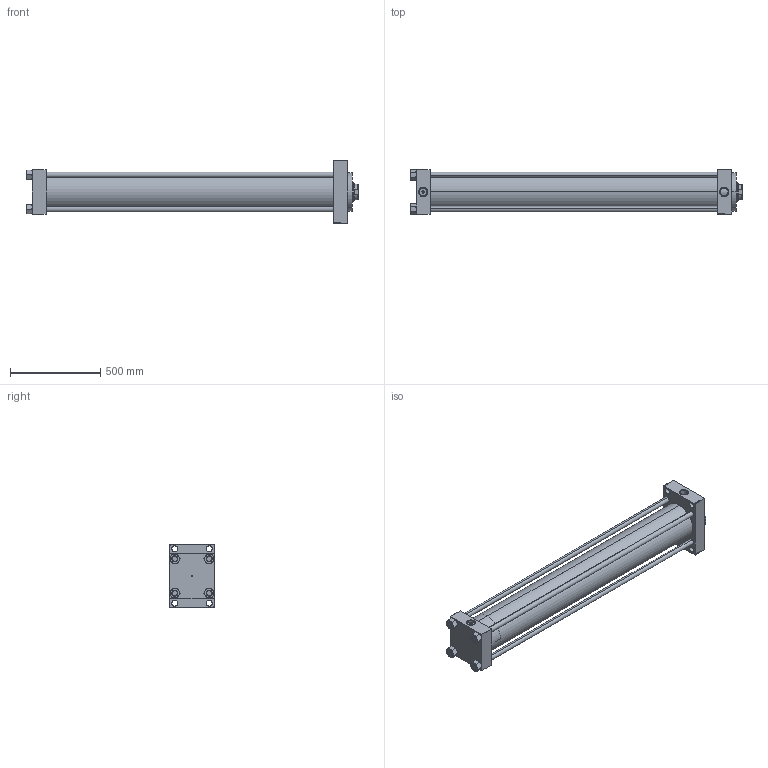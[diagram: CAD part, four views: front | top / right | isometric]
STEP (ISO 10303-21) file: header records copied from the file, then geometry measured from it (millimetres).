
FILE_DESCRIPTION (( 'STEP AP203' ), '1' );
FILE_NAME ('c8b6.STEP', '2023-08-23T04:19:41', ( '' ), ( '' ), 'SwSTEP 2.0', 'SolidWorks 2019', '' );
FILE_SCHEMA (( 'CONFIG_CONTROL_DESIGN' ));
Length unit declared in the file: millimetre
Products named in the file (6): V215CR_D_TYCINKA a6708082ad5b3b9cf0c57045202904e0; NUT_M5_D a6708082ad5b3b9cf0c57045202904e0; c8b6; V215CR_VCP_D a6708082ad5b3b9cf0c57045202904e0; V215CR_D_Body a6708082ad5b3b9cf0c57045202904e0; V215_VC_A a6708082ad5b3b9cf0c57045202904e0
Assembly tree (11 placements, depth 2):
  c8b6
    V215CR_D_Body a6708082ad5b3b9cf0c57045202904e0
    V215CR_VCP_D a6708082ad5b3b9cf0c57045202904e0
    NUT_M5_D a6708082ad5b3b9cf0c57045202904e0  x4
    V215CR_D_TYCINKA a6708082ad5b3b9cf0c57045202904e0  x4
    V215_VC_A a6708082ad5b3b9cf0c57045202904e0
Bounding box: 1836 x 249.44 x 347 mm (x, y, z)
Volume: 31076886.6 mm3; surface area: 3961329.7 mm2
Topology: 11 solids, 11 shells, 1148 faces, 2902 edges, 1887 vertices
Faces by surface type: plane 544, bspline 368, cone 142, cylinder 86, torus 8
Entity records: 47648 total; most frequent: CARTESIAN_POINT 25198, ORIENTED_EDGE 5068, DIRECTION 3250, EDGE_CURVE 2534, VERTEX_POINT 1665, VECTOR 1524, LINE 1524, EDGE_LOOP 1123
